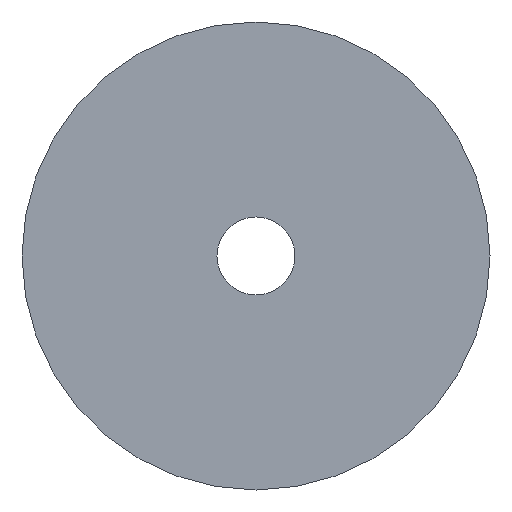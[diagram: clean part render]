
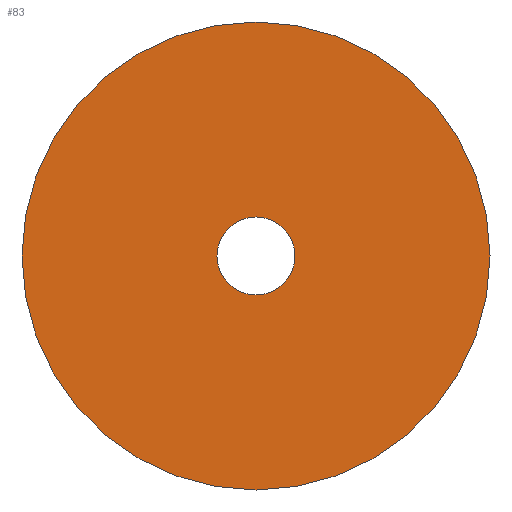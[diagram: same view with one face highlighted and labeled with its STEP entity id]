
A CAD part, front view. The second image highlights one B-rep face of the part: STEP entity #83.
In plain terms, the highlighted planar face has unit normal (0, -1, 0).
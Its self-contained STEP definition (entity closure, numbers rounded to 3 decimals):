
#47=CARTESIAN_POINT('',(-25.0,0.,0.0));
#48=DIRECTION('',(0.,-1.0,0.0));
#49=DIRECTION('',(1.0,0.,0.0));
#50=AXIS2_PLACEMENT_3D('',#47,#48,#49);
#51=PLANE('',#50);
#52=CARTESIAN_POINT('',(0.,0.,0.));
#53=VERTEX_POINT('',#52);
#54=CARTESIAN_POINT('',(5.0,0.,0.0));
#55=DIRECTION('',(0.,1.0,0.0));
#56=DIRECTION('',(-1.0,0.,0.0));
#57=AXIS2_PLACEMENT_3D('',#54,#55,#56);
#58=CIRCLE('',#57,5.0);
#59=EDGE_CURVE('',#53,#53,#58,.T.);
#60=ORIENTED_EDGE('',*,*,#59,.T.);
#61=EDGE_LOOP('',(#60));
#62=FACE_BOUND('',#61,.T.);
#63=CARTESIAN_POINT('',(35.0,0.,0.));
#64=VERTEX_POINT('',#63);
#65=CARTESIAN_POINT('',(-25.0,0.,0.));
#66=VERTEX_POINT('',#65);
#67=CARTESIAN_POINT('',(5.0,0.,0.0));
#68=DIRECTION('',(0.,1.0,0.0));
#69=DIRECTION('',(-1.0,0.,0.0));
#70=AXIS2_PLACEMENT_3D('',#67,#68,#69);
#71=CIRCLE('',#70,30.0);
#72=EDGE_CURVE('',#64,#66,#71,.T.);
#73=ORIENTED_EDGE('',*,*,#72,.F.);
#74=CARTESIAN_POINT('',(5.0,0.,0.0));
#75=DIRECTION('',(0.,1.0,0.0));
#76=DIRECTION('',(-1.0,0.,0.0));
#77=AXIS2_PLACEMENT_3D('',#74,#75,#76);
#78=CIRCLE('',#77,30.0);
#79=EDGE_CURVE('',#66,#64,#78,.T.);
#80=ORIENTED_EDGE('',*,*,#79,.F.);
#81=EDGE_LOOP('',(#73,#80));
#82=FACE_BOUND('',#81,.T.);
#83=ADVANCED_FACE('',(#62,#82),#51,.T.);
